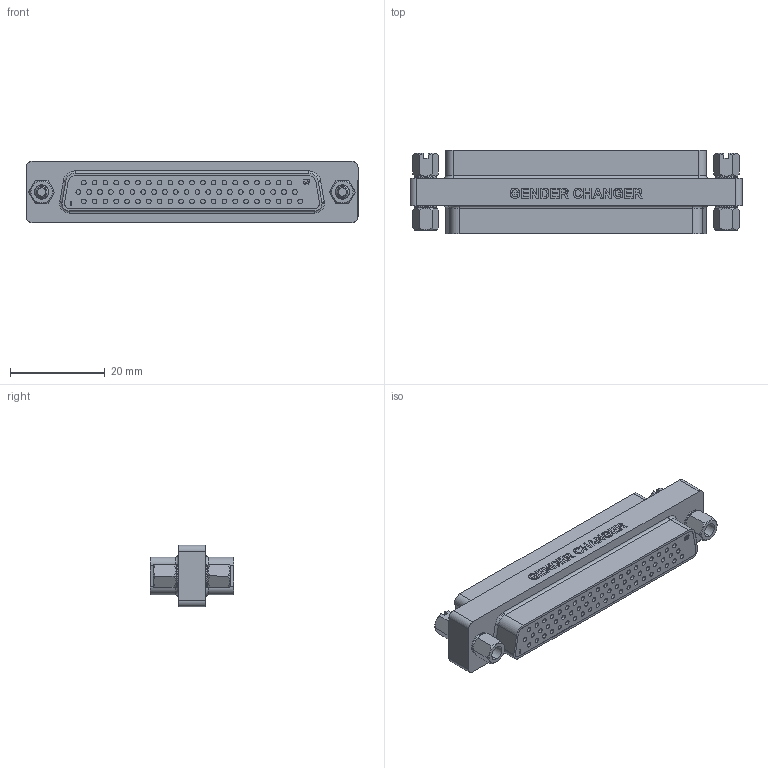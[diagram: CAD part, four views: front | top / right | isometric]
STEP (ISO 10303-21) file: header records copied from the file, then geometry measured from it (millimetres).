
FILE_DESCRIPTION (( 'STEP AP203' ), '1' );
FILE_NAME ('DGBH62F.STEP', '2006-06-23T18:37:38', ( 'lcom' ), ( 'lcom' ), 'SwSTEP 2.0', 'SolidWorks 2006004', '' );
FILE_SCHEMA (( 'CONFIG_CONTROL_DESIGN' ));
Length unit declared in the file: inch
Products named in the file (5): DGBH62F-MA1; DGBH62F; 3AA06-001; 3AA05-002; SDH62S_Without Mounting Flange and Solder Cups
Assembly tree (7 placements, depth 2):
  DGBH62F
    DGBH62F-MA1
    3AA06-001  x2
    SDH62S_Without Mounting Flange and Solder Cups  x2
    3AA05-002  x2
Bounding box: 70.1 x 17.65 x 12.95 mm (x, y, z)
Volume: 9999.9 mm3; surface area: 9225 mm2
Topology: 7 solids, 7 shells, 1019 faces, 2384 edges, 1544 vertices
Faces by surface type: plane 443, cylinder 350, bspline 128, cone 56, torus 22, sphere 20
Entity records: 30534 total; most frequent: CARTESIAN_POINT 14383, ORIENTED_EDGE 3282, DIRECTION 3005, EDGE_CURVE 1641, VERTEX_POINT 1070, AXIS2_PLACEMENT_3D 1030, VECTOR 945, LINE 945
